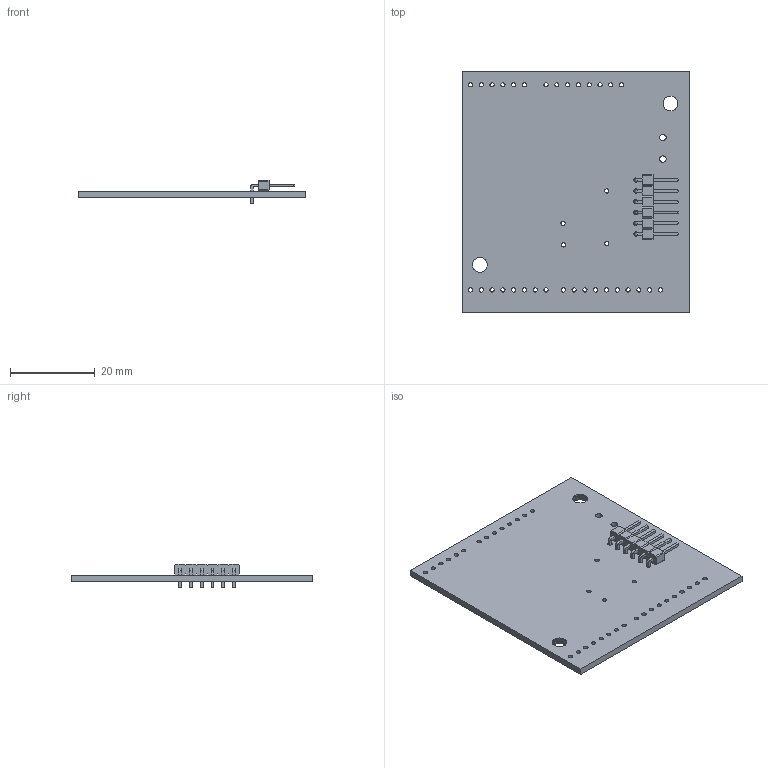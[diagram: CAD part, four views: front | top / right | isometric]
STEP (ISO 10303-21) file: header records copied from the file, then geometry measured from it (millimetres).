
FILE_DESCRIPTION(('KiCad electronic assembly'),'2;1');
FILE_NAME('monsterInvertida.step','2023-07-13T08:59:59',('Pcbnew'),( 'Kicad'),'Open CASCADE STEP processor 7.6','KiCad to STEP converter' ,'Unknown');
FILE_SCHEMA(('AUTOMOTIVE_DESIGN { 1 0 10303 214 1 1 1 1 }'));
Length unit declared in the file: millimetre
Products named in the file (4): monsterInvertida 1; PinHeader_1x06_P2.54mm_Horizontal; SOLID; PCB
Assembly tree (3 placements, depth 3):
  monsterInvertida 1
    PinHeader_1x06_P2.54mm_Horizontal
      SOLID
    PCB
Bounding box: 53.59 x 56.9 x 5.54 mm (x, y, z)
Volume: 4854.3 mm3; surface area: 6939.7 mm2
Topology: 2 solids, 2 shells, 300 faces, 804 edges, 520 vertices
Faces by surface type: plane 250, cylinder 50
Full cylindrical faces by diameter (mm): 1 x42, 1.52 x2
Entity records: 21350 total; most frequent: CARTESIAN_POINT 3764, DIRECTION 3032, LINE 2212, VECTOR 2212, ORIENTED_EDGE 1608, PCURVE 1608, DEFINITIONAL_REPRESENTATION 1608, EDGE_CURVE 804
